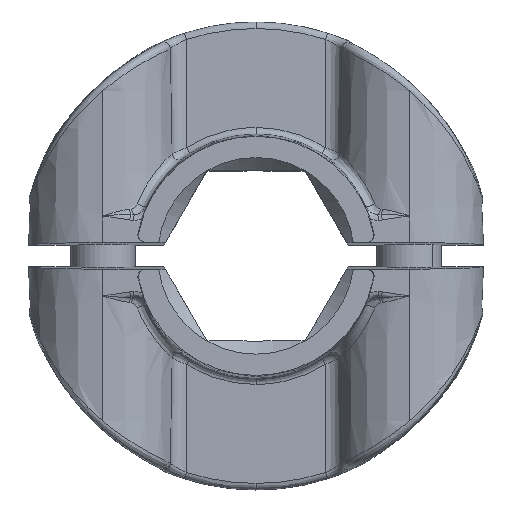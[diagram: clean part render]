
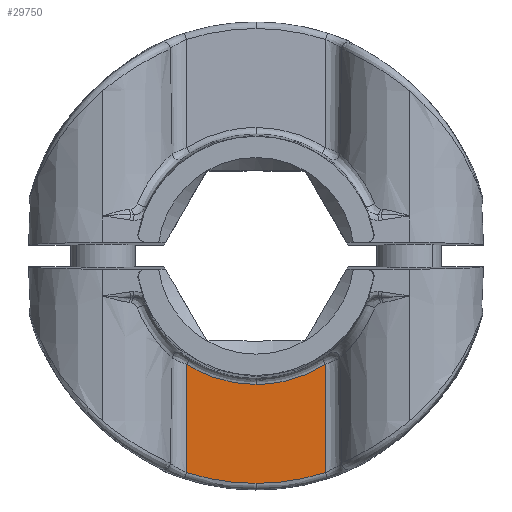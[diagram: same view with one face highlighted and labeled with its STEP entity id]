
A CAD part, top view. The second image highlights one B-rep face of the part: STEP entity #29750.
In plain terms, the highlighted planar face has unit normal (0, -0.018, 1).
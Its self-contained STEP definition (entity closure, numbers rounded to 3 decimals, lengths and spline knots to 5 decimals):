
#438 = VERTEX_POINT ( 'NONE', #12409 ) ;
#844 = CARTESIAN_POINT ( 'NONE',  ( 0., -0.66787, 0.02771 ) ) ;
#934 = DIRECTION ( 'NONE',  ( 0., 1., 0.017 ) ) ;
#2803 =( BOUNDED_CURVE ( )  B_SPLINE_CURVE ( 3, ( #39762, #19794, #19558, #37007 ),
 .UNSPECIFIED., .F., .T. ) 
 B_SPLINE_CURVE_WITH_KNOTS ( ( 4, 4 ),
 ( 5.97212, 6.28319 ),
 .UNSPECIFIED. ) 
 CURVE ( )  GEOMETRIC_REPRESENTATION_ITEM ( )  RATIONAL_B_SPLINE_CURVE ( ( 1., 0.992, 0.992, 1. ) ) 
 REPRESENTATION_ITEM ( '' )  );
#3896 = CARTESIAN_POINT ( 'NONE',  ( -0.20418, -0.63585, 0.02827 ) ) ;
#6926 = CARTESIAN_POINT ( 'NONE',  ( 0.14285, -0.35698, 0.03314 ) ) ;
#7175 = CARTESIAN_POINT ( 'NONE',  ( 0.20418, 0., 0.03937 ) ) ;
#7815 = DIRECTION ( 'NONE',  ( 0., -0.017, 1. ) ) ;
#9146 = EDGE_CURVE ( 'NONE', #16919, #26538, #38262, .T. ) ;
#10000 =( BOUNDED_CURVE ( )  B_SPLINE_CURVE ( 3, ( #844, #10452, #24316, #38121 ),
 .UNSPECIFIED., .F., .T. ) 
 B_SPLINE_CURVE_WITH_KNOTS ( ( 4, 4 ),
 ( 0., 0.31106 ),
 .UNSPECIFIED. ) 
 CURVE ( )  GEOMETRIC_REPRESENTATION_ITEM ( )  RATIONAL_B_SPLINE_CURVE ( ( 1., 0.992, 0.992, 1. ) ) 
 REPRESENTATION_ITEM ( '' )  );
#10452 = CARTESIAN_POINT ( 'NONE',  ( 0.06945, -0.66787, 0.02771 ) ) ;
#11677 = ORIENTED_EDGE ( 'NONE', *, *, #9146, .T. ) ;
#12106 = VERTEX_POINT ( 'NONE', #42077 ) ;
#12409 = CARTESIAN_POINT ( 'NONE',  ( 0., -0.37752, 0.03278 ) ) ;
#12986 = AXIS2_PLACEMENT_3D ( 'NONE', #15087, #7815, #934 ) ;
#13167 = LINE ( 'NONE', #13387, #25377 ) ;
#13387 = CARTESIAN_POINT ( 'NONE',  ( -0.20418, 0., 0.03937 ) ) ;
#15087 = CARTESIAN_POINT ( 'NONE',  ( 0., 0., 0.03937 ) ) ;
#16344 = ORIENTED_EDGE ( 'NONE', *, *, #36556, .T. ) ;
#16668 = EDGE_CURVE ( 'NONE', #26538, #438, #17291, .T. ) ;
#16919 = VERTEX_POINT ( 'NONE', #20477 ) ;
#17025 = ORIENTED_EDGE ( 'NONE', *, *, #39359, .T. ) ;
#17291 =( BOUNDED_CURVE ( )  B_SPLINE_CURVE ( 3, ( #44623, #6926, #33937, #44400 ),
 .UNSPECIFIED., .F., .F. ) 
 B_SPLINE_CURVE_WITH_KNOTS ( ( 4, 4 ),
 ( 5.71193, 6.28319 ),
 .UNSPECIFIED. ) 
 CURVE ( )  GEOMETRIC_REPRESENTATION_ITEM ( )  RATIONAL_B_SPLINE_CURVE ( ( 1., 0.973, 0.973, 1. ) ) 
 REPRESENTATION_ITEM ( '' )  );
#17788 = EDGE_LOOP ( 'NONE', ( #44919, #21027, #16344, #11677, #30224, #17025 ) ) ;
#18244 = CARTESIAN_POINT ( 'NONE',  ( -0.14285, -0.35698, 0.03314 ) ) ;
#19072 = VECTOR ( 'NONE', #44655, 39.37008 ) ;
#19558 = CARTESIAN_POINT ( 'NONE',  ( -0.06945, -0.66787, 0.02771 ) ) ;
#19794 = CARTESIAN_POINT ( 'NONE',  ( -0.13806, -0.65711, 0.0279 ) ) ;
#19811 = CARTESIAN_POINT ( 'NONE',  ( -0.20418, -0.31756, 0.03383 ) ) ;
#20218 = DIRECTION ( 'NONE',  ( 0., -1., -0.017 ) ) ;
#20477 = CARTESIAN_POINT ( 'NONE',  ( 0.20418, -0.63585, 0.02827 ) ) ;
#21027 = ORIENTED_EDGE ( 'NONE', *, *, #24299, .T. ) ;
#24299 = EDGE_CURVE ( 'NONE', #44113, #12106, #2803, .T. ) ;
#24316 = CARTESIAN_POINT ( 'NONE',  ( 0.13806, -0.65711, 0.0279 ) ) ;
#25067 = CARTESIAN_POINT ( 'NONE',  ( 0., -0.37752, 0.03278 ) ) ;
#25377 = VECTOR ( 'NONE', #20218, 39.37008 ) ;
#26538 = VERTEX_POINT ( 'NONE', #30585 ) ;
#29750 = ADVANCED_FACE ( 'NONE', ( #42549 ), #38897, .T. ) ;
#30224 = ORIENTED_EDGE ( 'NONE', *, *, #16668, .T. ) ;
#30585 = CARTESIAN_POINT ( 'NONE',  ( 0.20418, -0.31756, 0.03383 ) ) ;
#33937 = CARTESIAN_POINT ( 'NONE',  ( 0.0729, -0.37752, 0.03278 ) ) ;
#36556 = EDGE_CURVE ( 'NONE', #12106, #16919, #10000, .T. ) ;
#37007 = CARTESIAN_POINT ( 'NONE',  ( 0., -0.66787, 0.02771 ) ) ;
#38121 = CARTESIAN_POINT ( 'NONE',  ( 0.20418, -0.63585, 0.02827 ) ) ;
#38262 = LINE ( 'NONE', #7175, #19072 ) ;
#38737 = EDGE_CURVE ( 'NONE', #42279, #44113, #13167, .T. ) ;
#38878 = CARTESIAN_POINT ( 'NONE',  ( -0.0729, -0.37752, 0.03278 ) ) ;
#38897 = PLANE ( 'NONE',  #12986 ) ;
#39359 = EDGE_CURVE ( 'NONE', #438, #42279, #44742, .T. ) ;
#39762 = CARTESIAN_POINT ( 'NONE',  ( -0.20418, -0.63585, 0.02827 ) ) ;
#42077 = CARTESIAN_POINT ( 'NONE',  ( 0., -0.66787, 0.02771 ) ) ;
#42279 = VERTEX_POINT ( 'NONE', #44952 ) ;
#42549 = FACE_OUTER_BOUND ( 'NONE', #17788, .T. ) ;
#44113 = VERTEX_POINT ( 'NONE', #3896 ) ;
#44400 = CARTESIAN_POINT ( 'NONE',  ( 0., -0.37752, 0.03278 ) ) ;
#44623 = CARTESIAN_POINT ( 'NONE',  ( 0.20418, -0.31756, 0.03383 ) ) ;
#44655 = DIRECTION ( 'NONE',  ( 0., 1., 0.017 ) ) ;
#44742 =( BOUNDED_CURVE ( )  B_SPLINE_CURVE ( 3, ( #25067, #38878, #18244, #19811 ),
 .UNSPECIFIED., .F., .F. ) 
 B_SPLINE_CURVE_WITH_KNOTS ( ( 4, 4 ),
 ( 0., 0.57126 ),
 .UNSPECIFIED. ) 
 CURVE ( )  GEOMETRIC_REPRESENTATION_ITEM ( )  RATIONAL_B_SPLINE_CURVE ( ( 1., 0.973, 0.973, 1. ) ) 
 REPRESENTATION_ITEM ( '' )  );
#44919 = ORIENTED_EDGE ( 'NONE', *, *, #38737, .T. ) ;
#44952 = CARTESIAN_POINT ( 'NONE',  ( -0.20418, -0.31756, 0.03383 ) ) ;
